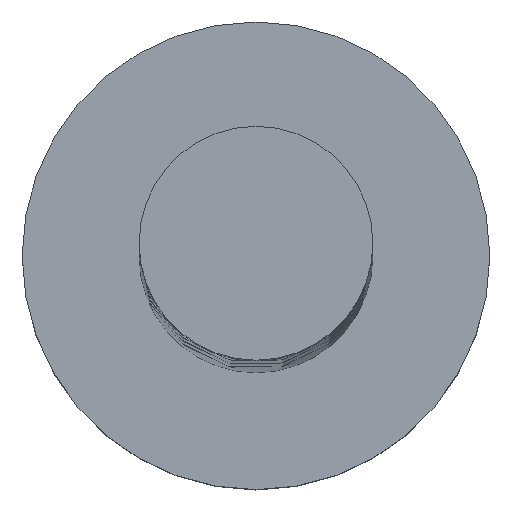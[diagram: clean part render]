
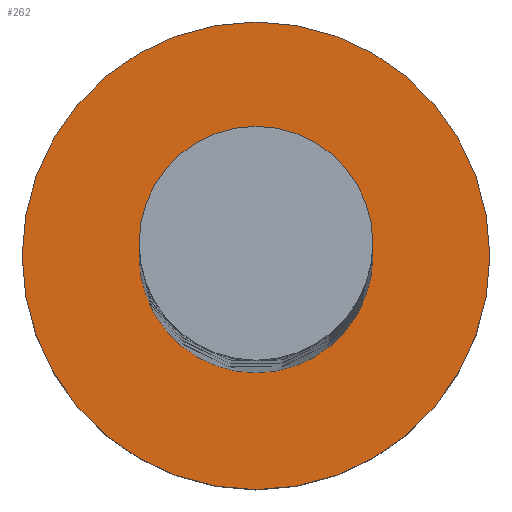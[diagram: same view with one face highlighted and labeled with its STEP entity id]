
A CAD part, top view. The second image highlights one B-rep face of the part: STEP entity #262.
In plain terms, the highlighted planar face has unit normal (0, 0, 1).
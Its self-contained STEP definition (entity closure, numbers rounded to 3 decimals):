
#14 = CARTESIAN_POINT ( 'NONE',  ( 0., 0., 2. ) ) ;
#23 = PLANE ( 'NONE',  #1431 ) ;
#31 = ORIENTED_EDGE ( 'NONE', *, *, #228, .F. ) ;
#86 = CARTESIAN_POINT ( 'NONE',  ( 2.5, 0., 2. ) ) ;
#109 = EDGE_CURVE ( 'NONE', #792, #1158, #704, .T. ) ;
#119 = VERTEX_POINT ( 'NONE', #1410 ) ;
#192 = AXIS2_PLACEMENT_3D ( 'NONE', #14, #650, #994 ) ;
#228 = EDGE_CURVE ( 'NONE', #119, #643, #1480, .T. ) ;
#262 = ADVANCED_FACE ( 'NONE', ( #847, #1251 ), #23, .T. ) ;
#293 = DIRECTION ( 'NONE',  ( 0., 0., 1. ) ) ;
#372 = EDGE_LOOP ( 'NONE', ( #546, #429 ) ) ;
#396 = DIRECTION ( 'NONE',  ( 0., 0., 1. ) ) ;
#405 = DIRECTION ( 'NONE',  ( 1., 0., 0. ) ) ;
#426 = DIRECTION ( 'NONE',  ( 1., 0., 0. ) ) ;
#429 = ORIENTED_EDGE ( 'NONE', *, *, #1338, .T. ) ;
#514 = CARTESIAN_POINT ( 'NONE',  ( 0., 0., 2. ) ) ;
#522 = DIRECTION ( 'NONE',  ( 0., 0., 1. ) ) ;
#546 = ORIENTED_EDGE ( 'NONE', *, *, #109, .T. ) ;
#628 = CARTESIAN_POINT ( 'NONE',  ( -2.5, 0., 2. ) ) ;
#643 = VERTEX_POINT ( 'NONE', #1068 ) ;
#650 = DIRECTION ( 'NONE',  ( 0., 0., 1. ) ) ;
#704 = CIRCLE ( 'NONE', #1164, 2.5 ) ;
#735 = CIRCLE ( 'NONE', #192, 2.5 ) ;
#792 = VERTEX_POINT ( 'NONE', #628 ) ;
#800 = EDGE_LOOP ( 'NONE', ( #31, #1095 ) ) ;
#828 = DIRECTION ( 'NONE',  ( 0., 0., 1. ) ) ;
#847 = FACE_BOUND ( 'NONE', #800, .T. ) ;
#910 = CIRCLE ( 'NONE', #1138, 1.25 ) ;
#994 = DIRECTION ( 'NONE',  ( 1., 0., 0. ) ) ;
#1068 = CARTESIAN_POINT ( 'NONE',  ( 1.25, 0., 2. ) ) ;
#1077 = EDGE_CURVE ( 'NONE', #643, #119, #910, .T. ) ;
#1095 = ORIENTED_EDGE ( 'NONE', *, *, #1077, .F. ) ;
#1138 = AXIS2_PLACEMENT_3D ( 'NONE', #1406, #293, #426 ) ;
#1158 = VERTEX_POINT ( 'NONE', #86 ) ;
#1164 = AXIS2_PLACEMENT_3D ( 'NONE', #1302, #828, #1399 ) ;
#1232 = CARTESIAN_POINT ( 'NONE',  ( 0., 0., 2. ) ) ;
#1233 = AXIS2_PLACEMENT_3D ( 'NONE', #514, #396, #1243 ) ;
#1243 = DIRECTION ( 'NONE',  ( 1., 0., 0. ) ) ;
#1251 = FACE_OUTER_BOUND ( 'NONE', #372, .T. ) ;
#1302 = CARTESIAN_POINT ( 'NONE',  ( 0., 0., 2. ) ) ;
#1338 = EDGE_CURVE ( 'NONE', #1158, #792, #735, .T. ) ;
#1399 = DIRECTION ( 'NONE',  ( 1., 0., 0. ) ) ;
#1406 = CARTESIAN_POINT ( 'NONE',  ( 0., 0., 2. ) ) ;
#1410 = CARTESIAN_POINT ( 'NONE',  ( -1.25, 0., 2. ) ) ;
#1431 = AXIS2_PLACEMENT_3D ( 'NONE', #1232, #522, #405 ) ;
#1480 = CIRCLE ( 'NONE', #1233, 1.25 ) ;
